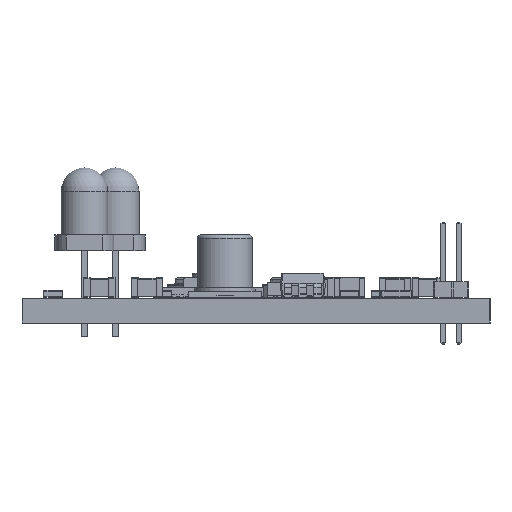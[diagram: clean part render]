
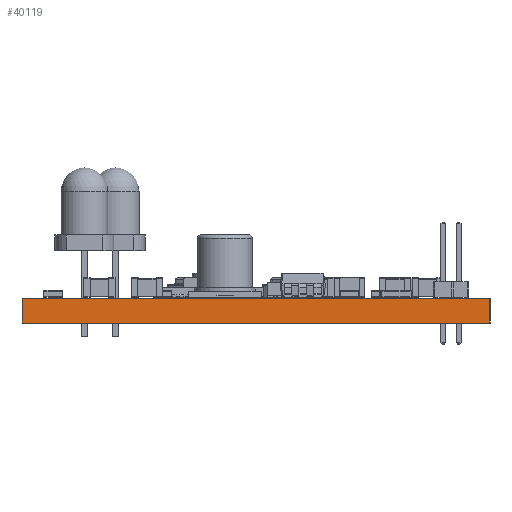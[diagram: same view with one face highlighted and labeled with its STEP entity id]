
A CAD part, left-side view. The second image highlights one B-rep face of the part: STEP entity #40119.
In plain terms, the highlighted planar face has unit normal (-1, 0, 0).
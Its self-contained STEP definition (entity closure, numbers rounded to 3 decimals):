
#40063 = VERTEX_POINT('',#40064);
#40064 = CARTESIAN_POINT('',(98.,-112.,1.6));
#40070 = EDGE_CURVE('',#40071,#40063,#40073,.T.);
#40071 = VERTEX_POINT('',#40072);
#40072 = CARTESIAN_POINT('',(98.,-112.,0.));
#40073 = LINE('',#40074,#40075);
#40074 = CARTESIAN_POINT('',(98.,-112.,0.));
#40075 = VECTOR('',#40076,1.);
#40076 = DIRECTION('',(0.,0.,1.));
#40119 = ADVANCED_FACE('',(#40120),#40145,.T.);
#40120 = FACE_BOUND('',#40121,.T.);
#40121 = EDGE_LOOP('',(#40122,#40123,#40131,#40139));
#40122 = ORIENTED_EDGE('',*,*,#40070,.T.);
#40123 = ORIENTED_EDGE('',*,*,#40124,.T.);
#40124 = EDGE_CURVE('',#40063,#40125,#40127,.T.);
#40125 = VERTEX_POINT('',#40126);
#40126 = CARTESIAN_POINT('',(98.,-82.,1.6));
#40127 = LINE('',#40128,#40129);
#40128 = CARTESIAN_POINT('',(98.,-112.,1.6));
#40129 = VECTOR('',#40130,1.);
#40130 = DIRECTION('',(0.,1.,0.));
#40131 = ORIENTED_EDGE('',*,*,#40132,.F.);
#40132 = EDGE_CURVE('',#40133,#40125,#40135,.T.);
#40133 = VERTEX_POINT('',#40134);
#40134 = CARTESIAN_POINT('',(98.,-82.,0.));
#40135 = LINE('',#40136,#40137);
#40136 = CARTESIAN_POINT('',(98.,-82.,0.));
#40137 = VECTOR('',#40138,1.);
#40138 = DIRECTION('',(0.,0.,1.));
#40139 = ORIENTED_EDGE('',*,*,#40140,.F.);
#40140 = EDGE_CURVE('',#40071,#40133,#40141,.T.);
#40141 = LINE('',#40142,#40143);
#40142 = CARTESIAN_POINT('',(98.,-112.,0.));
#40143 = VECTOR('',#40144,1.);
#40144 = DIRECTION('',(0.,1.,0.));
#40145 = PLANE('',#40146);
#40146 = AXIS2_PLACEMENT_3D('',#40147,#40148,#40149);
#40147 = CARTESIAN_POINT('',(98.,-112.,0.));
#40148 = DIRECTION('',(-1.,0.,0.));
#40149 = DIRECTION('',(0.,1.,0.));
